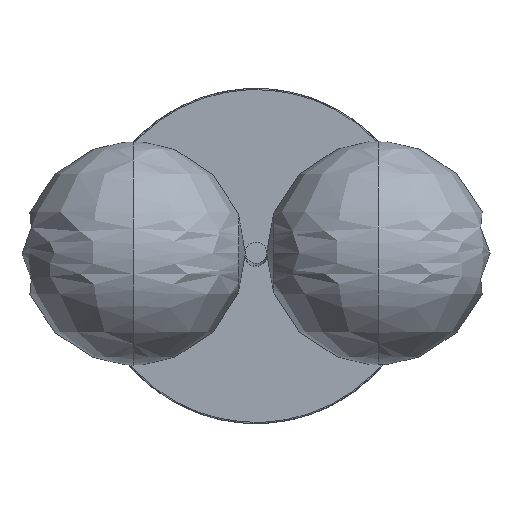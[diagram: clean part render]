
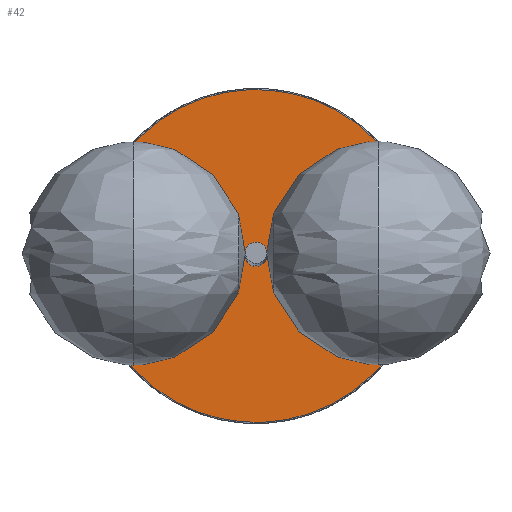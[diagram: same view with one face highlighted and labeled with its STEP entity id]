
A CAD part, top view. The second image highlights one B-rep face of the part: STEP entity #42.
In plain terms, the highlighted planar face has unit normal (0, 0, 1).
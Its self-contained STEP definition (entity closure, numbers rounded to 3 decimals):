
#42=ADVANCED_FACE('',(#62),#247,.T.);
#62=FACE_OUTER_BOUND('',#82,.T.);
#82=EDGE_LOOP('',(#108,#109));
#108=ORIENTED_EDGE('',*,*,#167,.F.);
#109=ORIENTED_EDGE('',*,*,#162,.F.);
#162=EDGE_CURVE('',#218,#221,#192,.T.);
#167=EDGE_CURVE('',#221,#218,#197,.T.);
#192=(
BOUNDED_CURVE()
B_SPLINE_CURVE(2,(#437,#438,#439,#440,#441),.UNSPECIFIED.,.F.,.F.)
B_SPLINE_CURVE_WITH_KNOTS((3,2,3),(0.,234.048,468.097),
 .UNSPECIFIED.)
CURVE()
GEOMETRIC_REPRESENTATION_ITEM()
RATIONAL_B_SPLINE_CURVE((1.,0.707,1.,0.707,1.))
REPRESENTATION_ITEM('')
);
#197=(
BOUNDED_CURVE()
B_SPLINE_CURVE(2,(#457,#458,#459,#460,#461),.UNSPECIFIED.,.F.,.F.)
B_SPLINE_CURVE_WITH_KNOTS((3,2,3),(468.097,702.145,936.193),
 .UNSPECIFIED.)
CURVE()
GEOMETRIC_REPRESENTATION_ITEM()
RATIONAL_B_SPLINE_CURVE((1.,0.707,1.,0.707,1.))
REPRESENTATION_ITEM('')
);
#218=VERTEX_POINT('',#418);
#221=VERTEX_POINT('',#421);
#247=PLANE('',#348);
#348=AXIS2_PLACEMENT_3D('',#384,#365,$);
#365=DIRECTION('',(0.,0.,1.));
#384=CARTESIAN_POINT('',(187.5,-187.5,40.));
#418=CARTESIAN_POINT('',(-149.,0.,40.));
#421=CARTESIAN_POINT('',(149.,0.,40.));
#437=CARTESIAN_POINT('',(-149.,0.,40.));
#438=CARTESIAN_POINT('',(-149.,149.,40.));
#439=CARTESIAN_POINT('',(0.,149.,40.));
#440=CARTESIAN_POINT('',(149.,149.,40.));
#441=CARTESIAN_POINT('',(149.,0.,40.));
#457=CARTESIAN_POINT('',(149.,0.,40.));
#458=CARTESIAN_POINT('',(149.,-149.,40.));
#459=CARTESIAN_POINT('',(0.,-149.,40.));
#460=CARTESIAN_POINT('',(-149.,-149.,40.));
#461=CARTESIAN_POINT('',(-149.,0.,40.));
